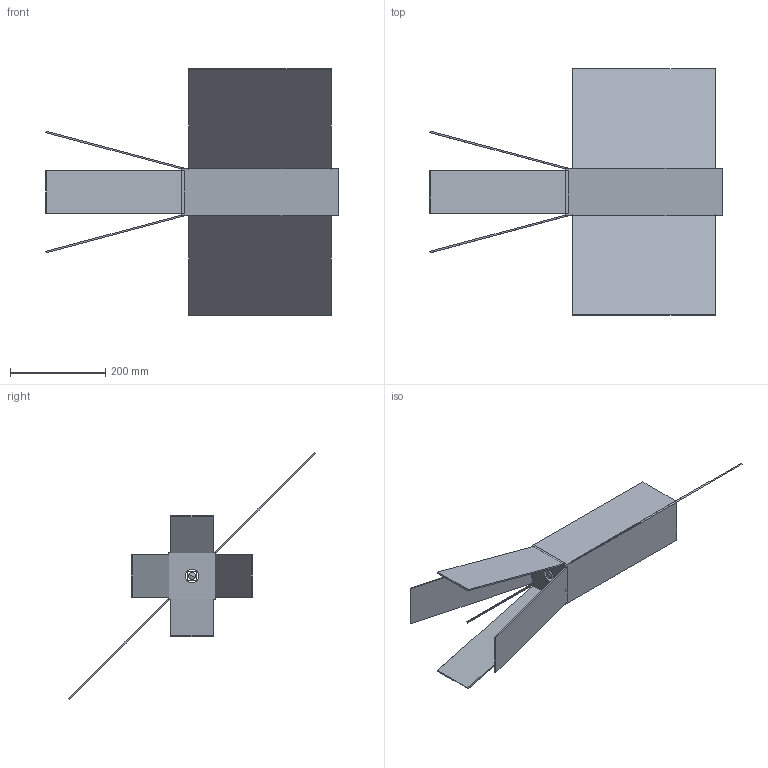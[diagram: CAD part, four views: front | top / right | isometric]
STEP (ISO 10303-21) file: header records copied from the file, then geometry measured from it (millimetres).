
FILE_DESCRIPTION(('CATIA V5 STEP Exchange'),'2;1');
FILE_NAME('CS_3021.stp','2022-07-05T10:12:07+00:00',('none'),('none'),'CATIA Version 5 Release 21 SP 6 (IN-10)','CATIA V5 STEP AP203','none');
FILE_SCHEMA(('CONFIG_CONTROL_DESIGN'));
Length unit declared in the file: millimetre
Products named in the file (1): CS_all
Bounding box: 615.34 x 519.31 x 519.31 mm (x, y, z)
Volume: 3385574.7 mm3; surface area: 900427.9 mm2
Topology: 8 solids, 8 shells, 341 faces, 958 edges, 630 vertices
Faces by surface type: plane 303, bspline 24, cylinder 8, cone 2, torus 2, sphere 2
Entity records: 10962 total; most frequent: CARTESIAN_POINT 3030, ORIENTED_EDGE 1908, DIRECTION 1060, EDGE_CURVE 954, VECTOR 878, LINE 878, VERTEX_POINT 630, EDGE_LOOP 470
